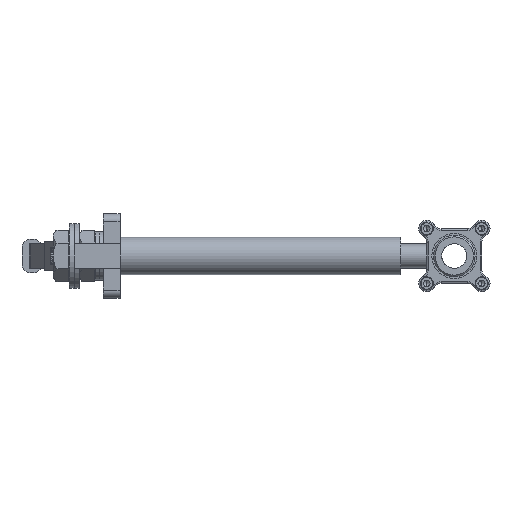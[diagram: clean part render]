
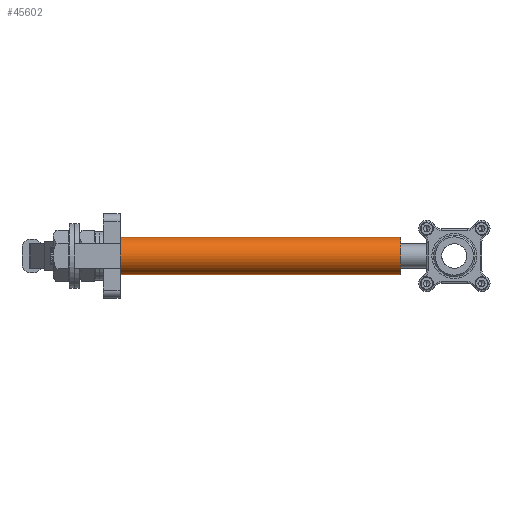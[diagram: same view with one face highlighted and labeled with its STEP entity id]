
A CAD part, left-side view. The second image highlights one B-rep face of the part: STEP entity #45602.
In plain terms, the highlighted cylindrical face has radius 11.267 mm (diameter 22.533 mm), a partial arc.
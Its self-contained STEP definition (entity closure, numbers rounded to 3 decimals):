
#3292 = DIRECTION ( 'NONE',  ( 0., 0., -1. ) ) ;
#3831 = DIRECTION ( 'NONE',  ( 0., -1., 0. ) ) ;
#10101 = CARTESIAN_POINT ( 'NONE',  ( 0., 0., 11.267 ) ) ;
#12122 = FACE_OUTER_BOUND ( 'NONE', #86443, .T. ) ;
#18573 = AXIS2_PLACEMENT_3D ( 'NONE', #83229, #3831, #42738 ) ;
#28704 = EDGE_CURVE ( 'NONE', #41869, #51354, #34843, .T. ) ;
#30682 = EDGE_CURVE ( 'NONE', #71747, #78018, #98237, .T. ) ;
#30997 = CARTESIAN_POINT ( 'NONE',  ( 0., 32.17, 11.267 ) ) ;
#34843 = LINE ( 'NONE', #83109, #97822 ) ;
#35279 = ORIENTED_EDGE ( 'NONE', *, *, #30682, .F. ) ;
#37969 = EDGE_CURVE ( 'NONE', #78018, #51354, #62042, .T. ) ;
#41869 = VERTEX_POINT ( 'NONE', #51832 ) ;
#42738 = DIRECTION ( 'NONE',  ( 0., 0., -1. ) ) ;
#45315 = CIRCLE ( 'NONE', #58621, 11.267 ) ;
#45602 = ADVANCED_FACE ( 'NONE', ( #12122 ), #90451, .T. ) ;
#50025 = DIRECTION ( 'NONE',  ( 0., -1., 0. ) ) ;
#51354 = VERTEX_POINT ( 'NONE', #94229 ) ;
#51832 = CARTESIAN_POINT ( 'NONE',  ( 0., 201., -11.267 ) ) ;
#58621 = AXIS2_PLACEMENT_3D ( 'NONE', #81616, #96131, #89367 ) ;
#62042 = CIRCLE ( 'NONE', #73608, 11.267 ) ;
#63599 = ORIENTED_EDGE ( 'NONE', *, *, #28704, .T. ) ;
#66550 = DIRECTION ( 'NONE',  ( 0., -1., 0. ) ) ;
#71734 = ORIENTED_EDGE ( 'NONE', *, *, #93732, .T. ) ;
#71747 = VERTEX_POINT ( 'NONE', #76231 ) ;
#73608 = AXIS2_PLACEMENT_3D ( 'NONE', #99736, #50025, #3292 ) ;
#76231 = CARTESIAN_POINT ( 'NONE',  ( 0., 201., 11.267 ) ) ;
#78018 = VERTEX_POINT ( 'NONE', #30997 ) ;
#81616 = CARTESIAN_POINT ( 'NONE',  ( 0., 201., 0. ) ) ;
#83109 = CARTESIAN_POINT ( 'NONE',  ( 0., 0., -11.267 ) ) ;
#83229 = CARTESIAN_POINT ( 'NONE',  ( 0., 0., 0. ) ) ;
#83241 = DIRECTION ( 'NONE',  ( 0., -1., 0. ) ) ;
#86443 = EDGE_LOOP ( 'NONE', ( #35279, #71734, #63599, #102565 ) ) ;
#89367 = DIRECTION ( 'NONE',  ( 0., 0., -1. ) ) ;
#90451 = CYLINDRICAL_SURFACE ( 'NONE', #18573, 11.267 ) ;
#93732 = EDGE_CURVE ( 'NONE', #71747, #41869, #45315, .T. ) ;
#94229 = CARTESIAN_POINT ( 'NONE',  ( 0., 32.17, -11.267 ) ) ;
#96131 = DIRECTION ( 'NONE',  ( 0., -1., 0. ) ) ;
#97822 = VECTOR ( 'NONE', #66550, 1000. ) ;
#98237 = LINE ( 'NONE', #10101, #98873 ) ;
#98873 = VECTOR ( 'NONE', #83241, 1000. ) ;
#99736 = CARTESIAN_POINT ( 'NONE',  ( 0., 32.17, 0. ) ) ;
#102565 = ORIENTED_EDGE ( 'NONE', *, *, #37969, .F. ) ;
